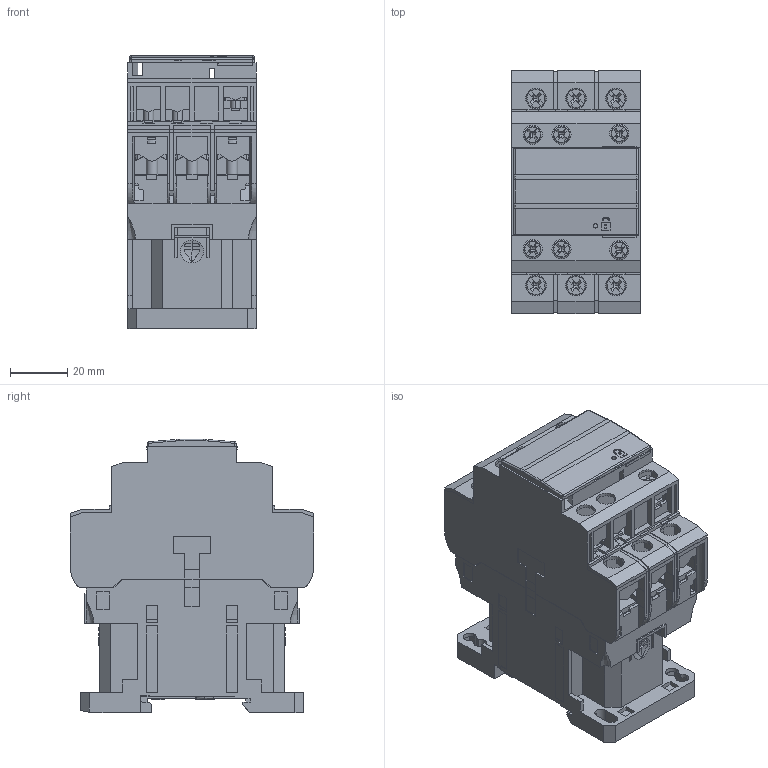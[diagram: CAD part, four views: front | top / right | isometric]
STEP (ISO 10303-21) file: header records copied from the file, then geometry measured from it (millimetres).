
FILE_DESCRIPTION (( 'STEP AP203' ), '1' );
FILE_NAME ('CWBS25-33-30D02.step', '2023-01-18T18:05:46', ( '' ), ( '' ), 'SwSTEP 2.0', 'SolidWorks 2021', '' );
FILE_SCHEMA (( 'CONFIG_CONTROL_DESIGN' ));
Length unit declared in the file: inch
Products named in the file (1): CWBS25-33-30D02
Bounding box: 44.8 x 85 x 95.5 mm (x, y, z)
Volume: 237480.6 mm3; surface area: 70183.3 mm2
Topology: 42 solids, 47 shells, 2461 faces, 6911 edges, 4535 vertices
Faces by surface type: plane 1808, cylinder 446, cone 120, bspline 87
Entity records: 81846 total; most frequent: CARTESIAN_POINT 19900, ORIENTED_EDGE 13758, DIRECTION 11600, EDGE_CURVE 6879, VECTOR 5054, LINE 5054, VERTEX_POINT 4535, AXIS2_PLACEMENT_3D 3273
